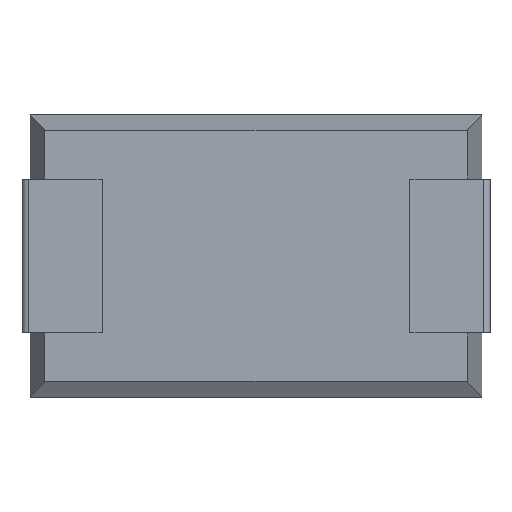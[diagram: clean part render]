
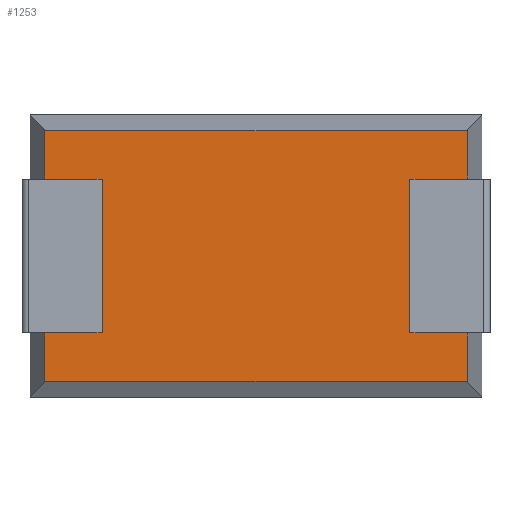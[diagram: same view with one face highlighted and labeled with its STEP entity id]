
A CAD part, front view. The second image highlights one B-rep face of the part: STEP entity #1253.
In plain terms, the highlighted planar face has unit normal (0, -1, 0).
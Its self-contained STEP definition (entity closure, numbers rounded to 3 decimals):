
#58 = EDGE_CURVE ( 'NONE', #2262, #2410, #204, .T. ) ;
#164 = VERTEX_POINT ( 'NONE', #2381 ) ;
#174 = DIRECTION ( 'NONE',  ( 0., 0., 1. ) ) ;
#179 = DIRECTION ( 'NONE',  ( 0., -1., 0. ) ) ;
#180 = VECTOR ( 'NONE', #2573, 1000. ) ;
#183 = CARTESIAN_POINT ( 'NONE',  ( 6.17, 0., -1.05 ) ) ;
#204 = LINE ( 'NONE', #2849, #3281 ) ;
#367 = LINE ( 'NONE', #656, #1220 ) ;
#395 = EDGE_CURVE ( 'NONE', #430, #2120, #1539, .T. ) ;
#399 = CARTESIAN_POINT ( 'NONE',  ( 0.243, 0., -1.05 ) ) ;
#430 = VERTEX_POINT ( 'NONE', #2745 ) ;
#442 = VERTEX_POINT ( 'NONE', #2496 ) ;
#464 = VECTOR ( 'NONE', #174, 1000. ) ;
#552 = CARTESIAN_POINT ( 'NONE',  ( 7.097, 0., -4.6 ) ) ;
#627 = EDGE_CURVE ( 'NONE', #2782, #442, #1247, .T. ) ;
#646 = VERTEX_POINT ( 'NONE', #2347 ) ;
#656 = CARTESIAN_POINT ( 'NONE',  ( 1.17, 0., -3.55 ) ) ;
#676 = DIRECTION ( 'NONE',  ( 1., 0., 0. ) ) ;
#713 = ORIENTED_EDGE ( 'NONE', *, *, #2779, .T. ) ;
#726 = EDGE_CURVE ( 'NONE', #646, #2148, #1328, .T. ) ;
#736 = CARTESIAN_POINT ( 'NONE',  ( 0.243, 0., -4.6 ) ) ;
#742 = LINE ( 'NONE', #552, #1650 ) ;
#755 = DIRECTION ( 'NONE',  ( 1., 0., 0. ) ) ;
#780 = ORIENTED_EDGE ( 'NONE', *, *, #2998, .F. ) ;
#801 = CARTESIAN_POINT ( 'NONE',  ( 1.17, 0., -1.05 ) ) ;
#831 = LINE ( 'NONE', #1780, #464 ) ;
#899 = CARTESIAN_POINT ( 'NONE',  ( 7.097, 0., -4.6 ) ) ;
#904 = LINE ( 'NONE', #2272, #1032 ) ;
#917 = ORIENTED_EDGE ( 'NONE', *, *, #58, .T. ) ;
#1017 = DIRECTION ( 'NONE',  ( 1., 0., 0. ) ) ;
#1032 = VECTOR ( 'NONE', #3034, 1000. ) ;
#1111 = LINE ( 'NONE', #899, #1553 ) ;
#1220 = VECTOR ( 'NONE', #1949, 1000. ) ;
#1223 = CARTESIAN_POINT ( 'NONE',  ( 0., 0., 0. ) ) ;
#1247 = LINE ( 'NONE', #736, #180 ) ;
#1253 = ADVANCED_FACE ( 'NONE', ( #2968 ), #2905, .T. ) ;
#1254 = CARTESIAN_POINT ( 'NONE',  ( 7.097, 0., -4.337 ) ) ;
#1266 = VECTOR ( 'NONE', #676, 1000. ) ;
#1328 = LINE ( 'NONE', #3112, #2911 ) ;
#1417 = VECTOR ( 'NONE', #1568, 1000. ) ;
#1427 = ORIENTED_EDGE ( 'NONE', *, *, #395, .F. ) ;
#1434 = EDGE_CURVE ( 'NONE', #2410, #2148, #1111, .T. ) ;
#1459 = LINE ( 'NONE', #2231, #3046 ) ;
#1539 = LINE ( 'NONE', #1914, #2762 ) ;
#1553 = VECTOR ( 'NONE', #2719, 1000. ) ;
#1568 = DIRECTION ( 'NONE',  ( 0., 0., 1. ) ) ;
#1650 = VECTOR ( 'NONE', #2375, 1000. ) ;
#1671 = EDGE_CURVE ( 'NONE', #646, #2429, #2097, .T. ) ;
#1712 = EDGE_CURVE ( 'NONE', #164, #3040, #742, .T. ) ;
#1742 = CARTESIAN_POINT ( 'NONE',  ( 6.17, 0., -1.05 ) ) ;
#1756 = CARTESIAN_POINT ( 'NONE',  ( 6.17, 0., -1.05 ) ) ;
#1780 = CARTESIAN_POINT ( 'NONE',  ( 0.243, 0., -4.6 ) ) ;
#1792 = DIRECTION ( 'NONE',  ( -1., 0., 0. ) ) ;
#1794 = CARTESIAN_POINT ( 'NONE',  ( 7.097, 0., -0.263 ) ) ;
#1872 = EDGE_CURVE ( 'NONE', #2262, #2092, #831, .T. ) ;
#1906 = EDGE_LOOP ( 'NONE', ( #1956, #2895, #780, #2516, #3102, #1427, #713, #2147, #917, #2594, #3261, #3145 ) ) ;
#1914 = CARTESIAN_POINT ( 'NONE',  ( 1.17, 0., -1.05 ) ) ;
#1949 = DIRECTION ( 'NONE',  ( -1., 0., 0. ) ) ;
#1956 = ORIENTED_EDGE ( 'NONE', *, *, #2223, .T. ) ;
#1986 = DIRECTION ( 'NONE',  ( 0., 0., -1. ) ) ;
#2061 = LINE ( 'NONE', #1756, #1266 ) ;
#2092 = VERTEX_POINT ( 'NONE', #2619 ) ;
#2097 = LINE ( 'NONE', #183, #1417 ) ;
#2120 = VERTEX_POINT ( 'NONE', #801 ) ;
#2147 = ORIENTED_EDGE ( 'NONE', *, *, #1872, .F. ) ;
#2148 = VERTEX_POINT ( 'NONE', #3048 ) ;
#2223 = EDGE_CURVE ( 'NONE', #2429, #164, #2061, .T. ) ;
#2231 = CARTESIAN_POINT ( 'NONE',  ( 1.17, 0., -1.05 ) ) ;
#2254 = EDGE_CURVE ( 'NONE', #2120, #2782, #1459, .T. ) ;
#2262 = VERTEX_POINT ( 'NONE', #2777 ) ;
#2272 = CARTESIAN_POINT ( 'NONE',  ( 0., 0., -0.263 ) ) ;
#2347 = CARTESIAN_POINT ( 'NONE',  ( 6.17, 0., -3.55 ) ) ;
#2375 = DIRECTION ( 'NONE',  ( 0., 0., 1. ) ) ;
#2381 = CARTESIAN_POINT ( 'NONE',  ( 7.097, 0., -1.05 ) ) ;
#2404 = DIRECTION ( 'NONE',  ( 0., 0., 1. ) ) ;
#2410 = VERTEX_POINT ( 'NONE', #1254 ) ;
#2429 = VERTEX_POINT ( 'NONE', #1742 ) ;
#2496 = CARTESIAN_POINT ( 'NONE',  ( 0.243, 0., -0.263 ) ) ;
#2516 = ORIENTED_EDGE ( 'NONE', *, *, #627, .F. ) ;
#2573 = DIRECTION ( 'NONE',  ( 0., 0., 1. ) ) ;
#2594 = ORIENTED_EDGE ( 'NONE', *, *, #1434, .T. ) ;
#2619 = CARTESIAN_POINT ( 'NONE',  ( 0.243, 0., -3.55 ) ) ;
#2719 = DIRECTION ( 'NONE',  ( 0., 0., 1. ) ) ;
#2745 = CARTESIAN_POINT ( 'NONE',  ( 1.17, 0., -3.55 ) ) ;
#2762 = VECTOR ( 'NONE', #2404, 1000. ) ;
#2777 = CARTESIAN_POINT ( 'NONE',  ( 0.243, 0., -4.337 ) ) ;
#2779 = EDGE_CURVE ( 'NONE', #430, #2092, #367, .T. ) ;
#2782 = VERTEX_POINT ( 'NONE', #399 ) ;
#2849 = CARTESIAN_POINT ( 'NONE',  ( 0., 0., -4.337 ) ) ;
#2895 = ORIENTED_EDGE ( 'NONE', *, *, #1712, .T. ) ;
#2905 = PLANE ( 'NONE',  #3063 ) ;
#2911 = VECTOR ( 'NONE', #1017, 1000. ) ;
#2968 = FACE_OUTER_BOUND ( 'NONE', #1906, .T. ) ;
#2998 = EDGE_CURVE ( 'NONE', #442, #3040, #904, .T. ) ;
#3034 = DIRECTION ( 'NONE',  ( 1., 0., 0. ) ) ;
#3040 = VERTEX_POINT ( 'NONE', #1794 ) ;
#3046 = VECTOR ( 'NONE', #1792, 1000. ) ;
#3048 = CARTESIAN_POINT ( 'NONE',  ( 7.097, 0., -3.55 ) ) ;
#3063 = AXIS2_PLACEMENT_3D ( 'NONE', #1223, #179, #1986 ) ;
#3102 = ORIENTED_EDGE ( 'NONE', *, *, #2254, .F. ) ;
#3112 = CARTESIAN_POINT ( 'NONE',  ( 6.17, 0., -3.55 ) ) ;
#3145 = ORIENTED_EDGE ( 'NONE', *, *, #1671, .T. ) ;
#3261 = ORIENTED_EDGE ( 'NONE', *, *, #726, .F. ) ;
#3281 = VECTOR ( 'NONE', #755, 1000. ) ;
